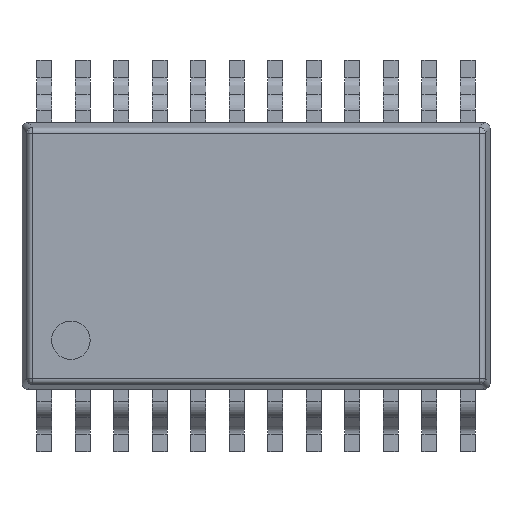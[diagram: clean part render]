
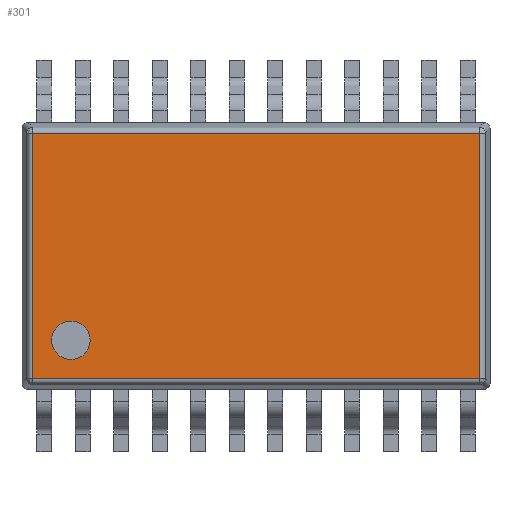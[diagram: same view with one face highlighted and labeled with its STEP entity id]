
A CAD part, top view. The second image highlights one B-rep face of the part: STEP entity #301.
In plain terms, the highlighted planar face has unit normal (0, 0, 1).
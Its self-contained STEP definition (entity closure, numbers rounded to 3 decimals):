
#301=ADVANCED_FACE('',(#3865,#3867),#3869,.T.);
#3865=FACE_BOUND('',#3866,.T.);
#3866=EDGE_LOOP('',(#6737,#6738,#6739,#6740));
#3867=FACE_BOUND('',#3868,.T.);
#3868=EDGE_LOOP('',(#6741));
#3869=PLANE('',#3870);
#3870=AXIS2_PLACEMENT_3D('',#3871,#3872,#3873);
#3871=CARTESIAN_POINT('',(0.,0.,1.2));
#3872=DIRECTION('',(0.,0.,1.));
#3873=DIRECTION('',(1.,0.,0.));
#6737=ORIENTED_EDGE('',*,*,#8757,.T.);
#6738=ORIENTED_EDGE('',*,*,#8758,.T.);
#6739=ORIENTED_EDGE('',*,*,#8759,.T.);
#6740=ORIENTED_EDGE('',*,*,#8760,.T.);
#6741=ORIENTED_EDGE('',*,*,#8761,.T.);
#8757=EDGE_CURVE('',#9815,#9816,#9817,.T.);
#8758=EDGE_CURVE('',#9816,#9818,#9819,.T.);
#8759=EDGE_CURVE('',#9818,#9820,#9821,.T.);
#8760=EDGE_CURVE('',#9820,#9815,#9822,.T.);
#8761=EDGE_CURVE('',#9823,#9823,#9824,.F.);
#9815=VERTEX_POINT('',#11747);
#9816=VERTEX_POINT('',#11748);
#9817=LINE('',#11749,#11750);
#9818=VERTEX_POINT('',#11752);
#9819=LINE('',#11753,#11754);
#9820=VERTEX_POINT('',#11756);
#9821=LINE('',#11757,#11758);
#9822=LINE('',#11760,#11761);
#9823=VERTEX_POINT('',#11763);
#9824=CIRCLE('',#11764,0.325);
#11747=CARTESIAN_POINT('',(3.773,2.073,1.2));
#11748=CARTESIAN_POINT('',(-3.773,2.073,1.2));
#11749=CARTESIAN_POINT('',(3.773,2.073,1.2));
#11750=VECTOR('',#11751,1.);
#11751=DIRECTION('',(-1.,0.,0.));
#11752=CARTESIAN_POINT('',(-3.773,-2.073,1.2));
#11753=CARTESIAN_POINT('',(-3.773,2.073,1.2));
#11754=VECTOR('',#11755,1.);
#11755=DIRECTION('',(0.,-1.,0.));
#11756=CARTESIAN_POINT('',(3.773,-2.073,1.2));
#11757=CARTESIAN_POINT('',(-3.773,-2.073,1.2));
#11758=VECTOR('',#11759,1.);
#11759=DIRECTION('',(1.,0.,0.));
#11760=CARTESIAN_POINT('',(3.773,-2.073,1.2));
#11761=VECTOR('',#11762,1.);
#11762=DIRECTION('',(0.,1.,0.));
#11763=CARTESIAN_POINT('',(-2.8,-1.425,1.2));
#11764=AXIS2_PLACEMENT_3D('',#11765,#11766,#11767);
#11765=CARTESIAN_POINT('',(-3.125,-1.425,1.2));
#11766=DIRECTION('',(0.,0.,1.));
#11767=DIRECTION('',(1.,0.,0.));
